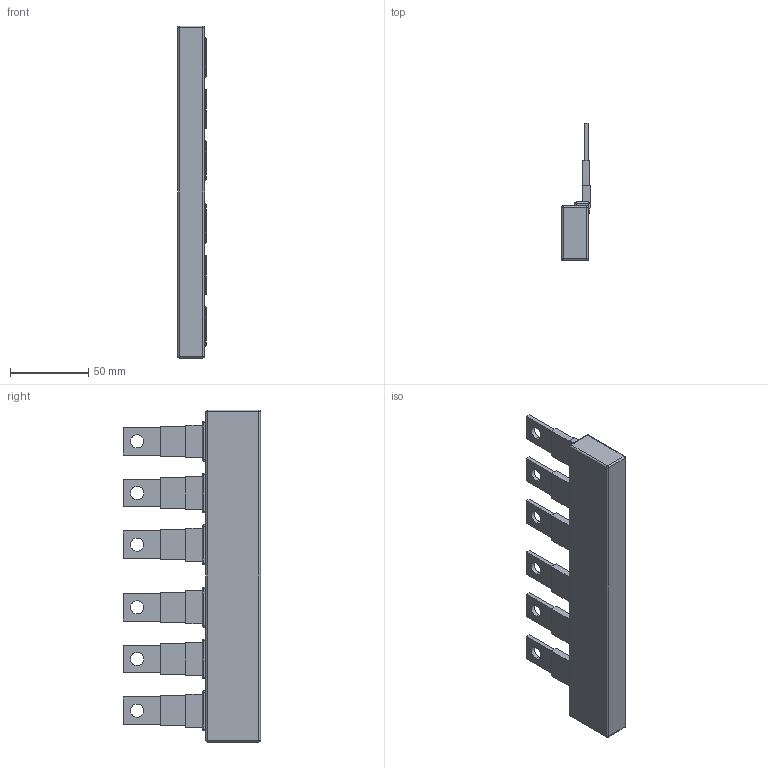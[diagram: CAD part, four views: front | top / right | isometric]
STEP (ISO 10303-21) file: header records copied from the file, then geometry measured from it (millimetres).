
FILE_DESCRIPTION((''),'2;1');
FILE_NAME('ASM0002_ASM','2023-10-09T09:18:34',('klemen.sitar'),('Audax d.o.o.'),'CREO PARAMETRIC BY PTC INC, 2021304','CREO PARAMETRIC BY PTC INC, 2021304','');
FILE_SCHEMA(('AP242_MANAGED_MODEL_BASED_3D_ENGINEERING_MIM_LF { 1 0 10303 442 1 1 4 }'));
Length unit declared in the file: millimetre
Products named in the file (3): PRT0004; PRT0006; ASM0002_ASM
Assembly tree (2 placements, depth 2):
  ASM0002_ASM
    PRT0004
    PRT0006
Bounding box: 18.16 x 87.5 x 212 mm (x, y, z)
Volume: 150487.7 mm3; surface area: 37723.3 mm2
Topology: 7 solids, 7 shells, 254 faces, 606 edges, 372 vertices
Faces by surface type: plane 138, cylinder 84, sphere 32
Entity records: 11188 total; most frequent: CARTESIAN_POINT 1370, DIRECTION 1280, ORIENTED_EDGE 1212, PRESENTATION_STYLE_ASSIGNMENT 867, STYLED_ITEM 867, CURVE_STYLE 606, EDGE_CURVE 606, AXIS2_PLACEMENT_3D 427
